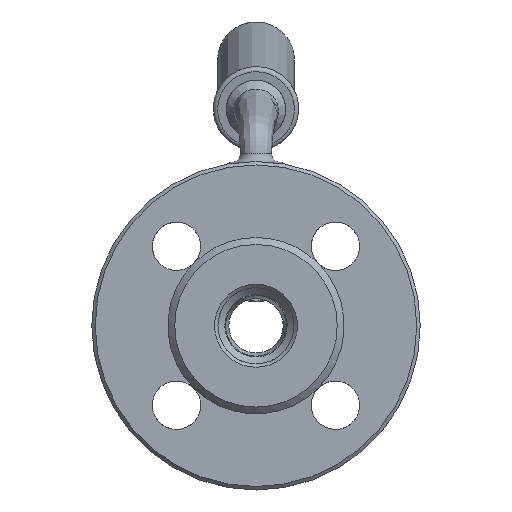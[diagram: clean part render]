
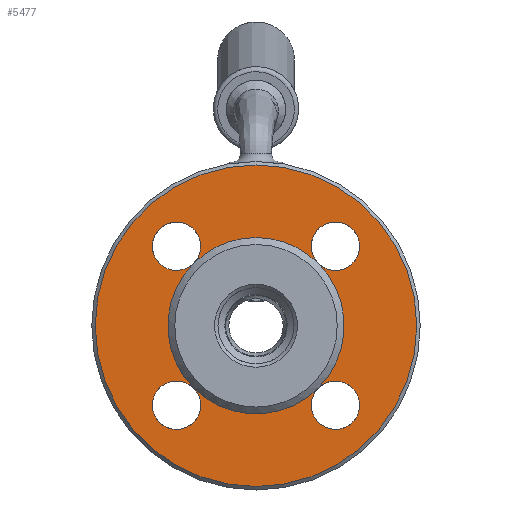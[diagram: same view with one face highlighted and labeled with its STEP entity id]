
A CAD part, front view. The second image highlights one B-rep face of the part: STEP entity #5477.
In plain terms, the highlighted planar face has unit normal (0, -1, 0).
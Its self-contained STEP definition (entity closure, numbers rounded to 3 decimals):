
#5327=CARTESIAN_POINT('',(0.,-63.,46.5));
#5328=VERTEX_POINT('',#5327);
#5335=CARTESIAN_POINT('',(-0.,-63.,-46.5));
#5336=VERTEX_POINT('',#5335);
#5337=CARTESIAN_POINT('',(0.,-63.,0.));
#5338=DIRECTION('',(0.,-1.,0.));
#5339=DIRECTION('',(0.,0.,-1.));
#5340=AXIS2_PLACEMENT_3D('',#5337,#5338,#5339);
#5341=CIRCLE('',#5340,46.5);
#5342=EDGE_CURVE('',#5336,#5328,#5341,.T.);
#5344=CARTESIAN_POINT('',(0.,-63.,0.));
#5345=DIRECTION('',(0.,-1.,0.));
#5346=DIRECTION('',(0.,0.,-1.));
#5347=AXIS2_PLACEMENT_3D('',#5344,#5345,#5346);
#5348=CIRCLE('',#5347,46.5);
#5349=EDGE_CURVE('',#5328,#5336,#5348,.T.);
#5357=CARTESIAN_POINT('',(0.,-63.,25.5));
#5358=DIRECTION('',(0.,-1.,0.));
#5359=DIRECTION('',(0.,0.,-1.));
#5360=AXIS2_PLACEMENT_3D('',#5357,#5358,#5359);
#5361=PLANE('',#5360);
#5362=ORIENTED_EDGE('',*,*,#5342,.T.);
#5363=ORIENTED_EDGE('',*,*,#5349,.T.);
#5364=EDGE_LOOP('',(#5362,#5363));
#5365=FACE_BOUND('',#5364,.T.);
#5366=CARTESIAN_POINT('',(-18.031,-63.,18.031));
#5367=VERTEX_POINT('',#5366);
#5368=CARTESIAN_POINT('',(-18.031,-63.,-18.031));
#5369=VERTEX_POINT('',#5368);
#5370=CARTESIAN_POINT('',(0.,-63.,0.));
#5371=DIRECTION('',(0.,-1.,0.));
#5372=DIRECTION('',(0.,0.,-1.));
#5373=AXIS2_PLACEMENT_3D('',#5370,#5371,#5372);
#5374=CIRCLE('',#5373,25.5);
#5375=EDGE_CURVE('',#5367,#5369,#5374,.T.);
#5376=ORIENTED_EDGE('',*,*,#5375,.F.);
#5377=CARTESIAN_POINT('',(-15.981,-63.,22.981));
#5378=VERTEX_POINT('',#5377);
#5379=CARTESIAN_POINT('',(-22.981,-63.,22.981));
#5380=DIRECTION('',(0.,-1.,0.));
#5381=DIRECTION('',(1.,0.,0.));
#5382=AXIS2_PLACEMENT_3D('',#5379,#5380,#5381);
#5383=CIRCLE('',#5382,7.);
#5384=EDGE_CURVE('',#5378,#5367,#5383,.T.);
#5385=ORIENTED_EDGE('',*,*,#5384,.F.);
#5386=CARTESIAN_POINT('',(-22.981,-63.,22.981));
#5387=DIRECTION('',(0.,-1.,0.));
#5388=DIRECTION('',(1.,0.,0.));
#5389=AXIS2_PLACEMENT_3D('',#5386,#5387,#5388);
#5390=CIRCLE('',#5389,7.);
#5391=EDGE_CURVE('',#5367,#5378,#5390,.T.);
#5392=ORIENTED_EDGE('',*,*,#5391,.F.);
#5393=CARTESIAN_POINT('',(0.,-63.,25.5));
#5394=VERTEX_POINT('',#5393);
#5395=CARTESIAN_POINT('',(0.,-63.,0.));
#5396=DIRECTION('',(0.,-1.,0.));
#5397=DIRECTION('',(0.,0.,-1.));
#5398=AXIS2_PLACEMENT_3D('',#5395,#5396,#5397);
#5399=CIRCLE('',#5398,25.5);
#5400=EDGE_CURVE('',#5394,#5367,#5399,.T.);
#5401=ORIENTED_EDGE('',*,*,#5400,.F.);
#5402=CARTESIAN_POINT('',(18.031,-63.,18.031));
#5403=VERTEX_POINT('',#5402);
#5404=CARTESIAN_POINT('',(0.,-63.,0.));
#5405=DIRECTION('',(0.,-1.,0.));
#5406=DIRECTION('',(0.,0.,-1.));
#5407=AXIS2_PLACEMENT_3D('',#5404,#5405,#5406);
#5408=CIRCLE('',#5407,25.5);
#5409=EDGE_CURVE('',#5403,#5394,#5408,.T.);
#5410=ORIENTED_EDGE('',*,*,#5409,.F.);
#5411=CARTESIAN_POINT('',(29.981,-63.,22.981));
#5412=VERTEX_POINT('',#5411);
#5413=CARTESIAN_POINT('',(22.981,-63.,22.981));
#5414=DIRECTION('',(0.,-1.,0.));
#5415=DIRECTION('',(1.,0.,0.));
#5416=AXIS2_PLACEMENT_3D('',#5413,#5414,#5415);
#5417=CIRCLE('',#5416,7.);
#5418=EDGE_CURVE('',#5412,#5403,#5417,.T.);
#5419=ORIENTED_EDGE('',*,*,#5418,.F.);
#5420=CARTESIAN_POINT('',(22.981,-63.,22.981));
#5421=DIRECTION('',(0.,-1.,0.));
#5422=DIRECTION('',(1.,0.,0.));
#5423=AXIS2_PLACEMENT_3D('',#5420,#5421,#5422);
#5424=CIRCLE('',#5423,7.);
#5425=EDGE_CURVE('',#5403,#5412,#5424,.T.);
#5426=ORIENTED_EDGE('',*,*,#5425,.F.);
#5427=CARTESIAN_POINT('',(18.031,-63.,-18.031));
#5428=VERTEX_POINT('',#5427);
#5429=CARTESIAN_POINT('',(0.,-63.,0.));
#5430=DIRECTION('',(0.,-1.,0.));
#5431=DIRECTION('',(0.,0.,-1.));
#5432=AXIS2_PLACEMENT_3D('',#5429,#5430,#5431);
#5433=CIRCLE('',#5432,25.5);
#5434=EDGE_CURVE('',#5428,#5403,#5433,.T.);
#5435=ORIENTED_EDGE('',*,*,#5434,.F.);
#5436=CARTESIAN_POINT('',(29.981,-63.,-22.981));
#5437=VERTEX_POINT('',#5436);
#5438=CARTESIAN_POINT('',(22.981,-63.,-22.981));
#5439=DIRECTION('',(0.,-1.,0.));
#5440=DIRECTION('',(1.,0.,0.));
#5441=AXIS2_PLACEMENT_3D('',#5438,#5439,#5440);
#5442=CIRCLE('',#5441,7.);
#5443=EDGE_CURVE('',#5437,#5428,#5442,.T.);
#5444=ORIENTED_EDGE('',*,*,#5443,.F.);
#5445=CARTESIAN_POINT('',(22.981,-63.,-22.981));
#5446=DIRECTION('',(0.,-1.,0.));
#5447=DIRECTION('',(1.,0.,0.));
#5448=AXIS2_PLACEMENT_3D('',#5445,#5446,#5447);
#5449=CIRCLE('',#5448,7.);
#5450=EDGE_CURVE('',#5428,#5437,#5449,.T.);
#5451=ORIENTED_EDGE('',*,*,#5450,.F.);
#5452=CARTESIAN_POINT('',(0.,-63.,0.));
#5453=DIRECTION('',(0.,-1.,0.));
#5454=DIRECTION('',(0.,0.,-1.));
#5455=AXIS2_PLACEMENT_3D('',#5452,#5453,#5454);
#5456=CIRCLE('',#5455,25.5);
#5457=EDGE_CURVE('',#5369,#5428,#5456,.T.);
#5458=ORIENTED_EDGE('',*,*,#5457,.F.);
#5459=CARTESIAN_POINT('',(-15.981,-63.,-22.981));
#5460=VERTEX_POINT('',#5459);
#5461=CARTESIAN_POINT('',(-22.981,-63.,-22.981));
#5462=DIRECTION('',(0.,-1.,0.));
#5463=DIRECTION('',(1.,0.,0.));
#5464=AXIS2_PLACEMENT_3D('',#5461,#5462,#5463);
#5465=CIRCLE('',#5464,7.);
#5466=EDGE_CURVE('',#5460,#5369,#5465,.T.);
#5467=ORIENTED_EDGE('',*,*,#5466,.F.);
#5468=CARTESIAN_POINT('',(-22.981,-63.,-22.981));
#5469=DIRECTION('',(0.,-1.,0.));
#5470=DIRECTION('',(1.,0.,0.));
#5471=AXIS2_PLACEMENT_3D('',#5468,#5469,#5470);
#5472=CIRCLE('',#5471,7.);
#5473=EDGE_CURVE('',#5369,#5460,#5472,.T.);
#5474=ORIENTED_EDGE('',*,*,#5473,.F.);
#5475=EDGE_LOOP('',(#5376,#5385,#5392,#5401,#5410,#5419,#5426,#5435,#5444,#5451,#5458,#5467,#5474));
#5476=FACE_BOUND('',#5475,.T.);
#5477=ADVANCED_FACE('',(#5365,#5476),#5361,.T.);
